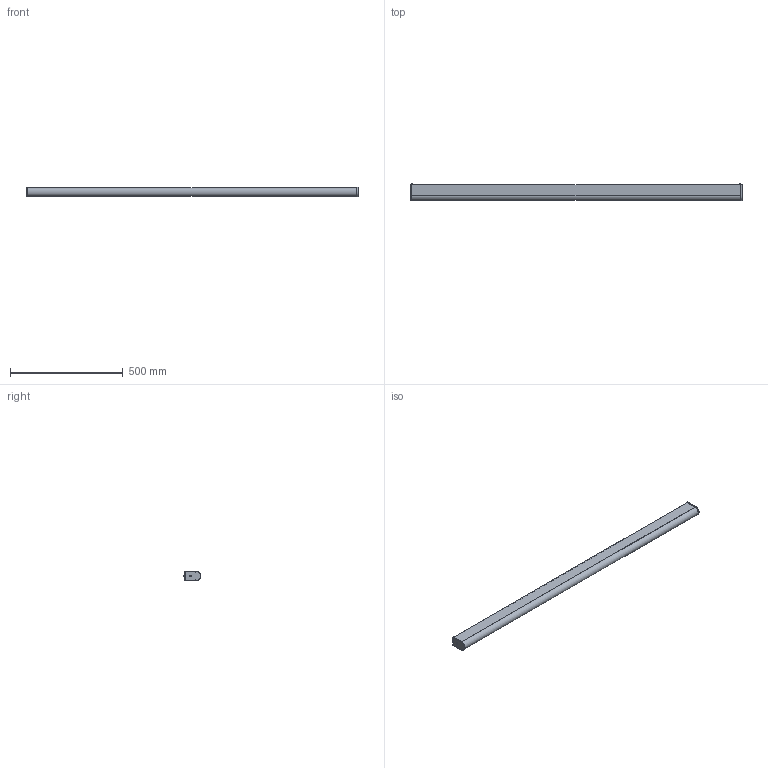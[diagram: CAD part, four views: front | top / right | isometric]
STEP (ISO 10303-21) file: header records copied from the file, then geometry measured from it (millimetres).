
FILE_DESCRIPTION (( 'STEP AP214' ), '1' );
FILE_NAME ('RDLBC5DR.STEP', '2016-11-18T19:14:17', ( '' ), ( '' ), 'SwSTEP 2.0', 'SolidWorks 2012', '' );
FILE_SCHEMA (( 'AUTOMOTIVE_DESIGN' ));
Length unit declared in the file: inch
Products named in the file (1): RDLBC5DR
Bounding box: 1473.44 x 77.82 x 42.55 mm (x, y, z)
Surface area: 371742.7 mm2 (no closed solid volume)
Topology: 0 solids, 16 shells, 76 faces, 262 edges, 198 vertices
Faces by surface type: plane 38, cylinder 30, cone 8
Entity records: 3839 total; most frequent: CARTESIAN_POINT 537, DIRECTION 514, ORIENTED_EDGE 367, EDGE_CURVE 262, VERTEX_POINT 198, AXIS2_PLACEMENT_3D 175, VECTOR 164, LINE 164
